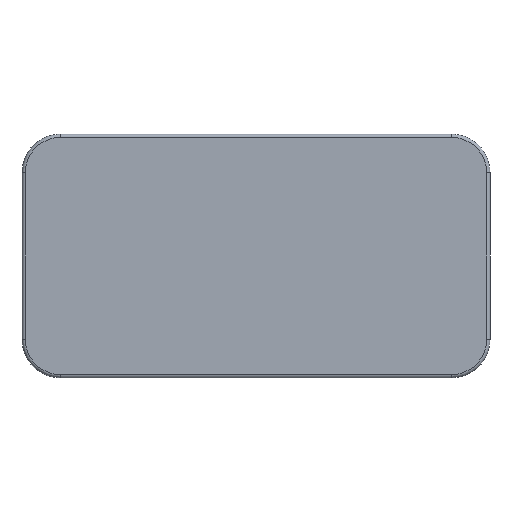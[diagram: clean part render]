
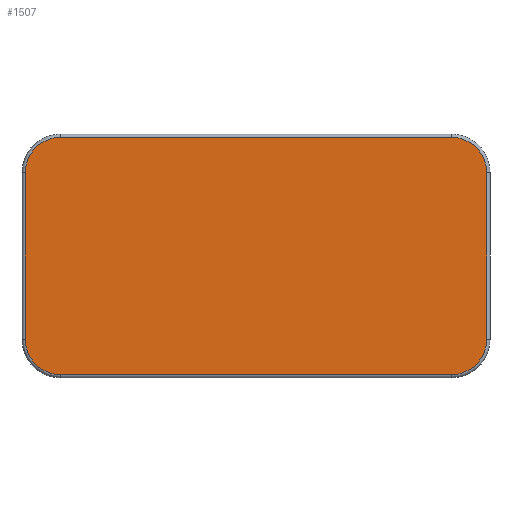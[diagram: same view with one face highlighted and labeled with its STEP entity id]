
A CAD part, front view. The second image highlights one B-rep face of the part: STEP entity #1507.
In plain terms, the highlighted planar face has unit normal (0, -1, 0).
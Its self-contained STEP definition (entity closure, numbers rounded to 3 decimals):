
#23 = VERTEX_POINT ( 'NONE', #1791 ) ;
#78 = DIRECTION ( 'NONE',  ( 0., -1., 0. ) ) ;
#99 = CARTESIAN_POINT ( 'NONE',  ( 36., -4.9, 0. ) ) ;
#181 = PLANE ( 'NONE',  #3283 ) ;
#209 = VERTEX_POINT ( 'NONE', #1981 ) ;
#224 = DIRECTION ( 'NONE',  ( 0., 0., -1. ) ) ;
#262 = DIRECTION ( 'NONE',  ( 0., -1., 0. ) ) ;
#265 = VECTOR ( 'NONE', #2999, 1000. ) ;
#357 = ORIENTED_EDGE ( 'NONE', *, *, #1548, .T. ) ;
#365 = CIRCLE ( 'NONE', #3118, 5.5 ) ;
#380 = DIRECTION ( 'NONE',  ( 0., 0., -1. ) ) ;
#384 = EDGE_LOOP ( 'NONE', ( #995, #2653, #1416, #1351, #2981, #1030, #2250, #357 ) ) ;
#393 = VERTEX_POINT ( 'NONE', #3262 ) ;
#443 = CIRCLE ( 'NONE', #2176, 5.5 ) ;
#472 = DIRECTION ( 'NONE',  ( 0., -1., 0. ) ) ;
#506 = CARTESIAN_POINT ( 'NONE',  ( 36., -4.9, -13. ) ) ;
#623 = EDGE_CURVE ( 'NONE', #1936, #393, #1922, .T. ) ;
#676 = LINE ( 'NONE', #1995, #711 ) ;
#711 = VECTOR ( 'NONE', #1721, 1000. ) ;
#719 = DIRECTION ( 'NONE',  ( 0., 0., -1. ) ) ;
#944 = CARTESIAN_POINT ( 'NONE',  ( 30.5, -4.9, -13. ) ) ;
#995 = ORIENTED_EDGE ( 'NONE', *, *, #2747, .T. ) ;
#1006 = EDGE_CURVE ( 'NONE', #2201, #23, #3086, .T. ) ;
#1014 = VECTOR ( 'NONE', #2443, 1000. ) ;
#1030 = ORIENTED_EDGE ( 'NONE', *, *, #2946, .T. ) ;
#1124 = CIRCLE ( 'NONE', #1456, 5.5 ) ;
#1131 = CARTESIAN_POINT ( 'NONE',  ( -30.5, -4.9, -13. ) ) ;
#1160 = CARTESIAN_POINT ( 'NONE',  ( -36., -4.9, 13. ) ) ;
#1282 = VERTEX_POINT ( 'NONE', #2597 ) ;
#1283 = EDGE_CURVE ( 'NONE', #209, #1282, #2310, .T. ) ;
#1351 = ORIENTED_EDGE ( 'NONE', *, *, #1449, .T. ) ;
#1416 = ORIENTED_EDGE ( 'NONE', *, *, #2127, .T. ) ;
#1449 = EDGE_CURVE ( 'NONE', #3195, #1936, #443, .T. ) ;
#1456 = AXIS2_PLACEMENT_3D ( 'NONE', #2814, #472, #224 ) ;
#1507 = ADVANCED_FACE ( 'NONE', ( #2756 ), #181, .T. ) ;
#1548 = EDGE_CURVE ( 'NONE', #1282, #2752, #365, .T. ) ;
#1584 = VECTOR ( 'NONE', #2053, 1000. ) ;
#1721 = DIRECTION ( 'NONE',  ( 1., 0., 0. ) ) ;
#1791 = CARTESIAN_POINT ( 'NONE',  ( -30.5, -4.9, -18.5 ) ) ;
#1922 = LINE ( 'NONE', #99, #265 ) ;
#1936 = VERTEX_POINT ( 'NONE', #506 ) ;
#1981 = CARTESIAN_POINT ( 'NONE',  ( 30.5, -4.9, 18.5 ) ) ;
#1982 = LINE ( 'NONE', #2427, #1014 ) ;
#1995 = CARTESIAN_POINT ( 'NONE',  ( 0., -4.9, -18.5 ) ) ;
#2010 = CARTESIAN_POINT ( 'NONE',  ( 0., -4.9, 0. ) ) ;
#2038 = CARTESIAN_POINT ( 'NONE',  ( 30.5, -4.9, -18.5 ) ) ;
#2053 = DIRECTION ( 'NONE',  ( -1., 0., 0. ) ) ;
#2127 = EDGE_CURVE ( 'NONE', #23, #3195, #676, .T. ) ;
#2176 = AXIS2_PLACEMENT_3D ( 'NONE', #944, #2977, #2996 ) ;
#2201 = VERTEX_POINT ( 'NONE', #3105 ) ;
#2250 = ORIENTED_EDGE ( 'NONE', *, *, #1283, .T. ) ;
#2265 = CARTESIAN_POINT ( 'NONE',  ( -30.5, -4.9, 13. ) ) ;
#2310 = LINE ( 'NONE', #2674, #1584 ) ;
#2427 = CARTESIAN_POINT ( 'NONE',  ( -36., -4.9, 0. ) ) ;
#2443 = DIRECTION ( 'NONE',  ( 0., 0., -1. ) ) ;
#2597 = CARTESIAN_POINT ( 'NONE',  ( -30.5, -4.9, 18.5 ) ) ;
#2653 = ORIENTED_EDGE ( 'NONE', *, *, #1006, .T. ) ;
#2674 = CARTESIAN_POINT ( 'NONE',  ( 0., -4.9, 18.5 ) ) ;
#2707 = AXIS2_PLACEMENT_3D ( 'NONE', #1131, #78, #380 ) ;
#2747 = EDGE_CURVE ( 'NONE', #2752, #2201, #1982, .T. ) ;
#2752 = VERTEX_POINT ( 'NONE', #1160 ) ;
#2756 = FACE_OUTER_BOUND ( 'NONE', #384, .T. ) ;
#2814 = CARTESIAN_POINT ( 'NONE',  ( 30.5, -4.9, 13. ) ) ;
#2946 = EDGE_CURVE ( 'NONE', #393, #209, #1124, .T. ) ;
#2977 = DIRECTION ( 'NONE',  ( 0., -1., 0. ) ) ;
#2981 = ORIENTED_EDGE ( 'NONE', *, *, #623, .T. ) ;
#2996 = DIRECTION ( 'NONE',  ( 0., 0., -1. ) ) ;
#2999 = DIRECTION ( 'NONE',  ( 0., 0., 1. ) ) ;
#3028 = DIRECTION ( 'NONE',  ( 0., -1., 0. ) ) ;
#3086 = CIRCLE ( 'NONE', #2707, 5.5 ) ;
#3105 = CARTESIAN_POINT ( 'NONE',  ( -36., -4.9, -13. ) ) ;
#3118 = AXIS2_PLACEMENT_3D ( 'NONE', #2265, #262, #719 ) ;
#3195 = VERTEX_POINT ( 'NONE', #2038 ) ;
#3204 = DIRECTION ( 'NONE',  ( 0., 0., -1. ) ) ;
#3262 = CARTESIAN_POINT ( 'NONE',  ( 36., -4.9, 13. ) ) ;
#3283 = AXIS2_PLACEMENT_3D ( 'NONE', #2010, #3028, #3204 ) ;
